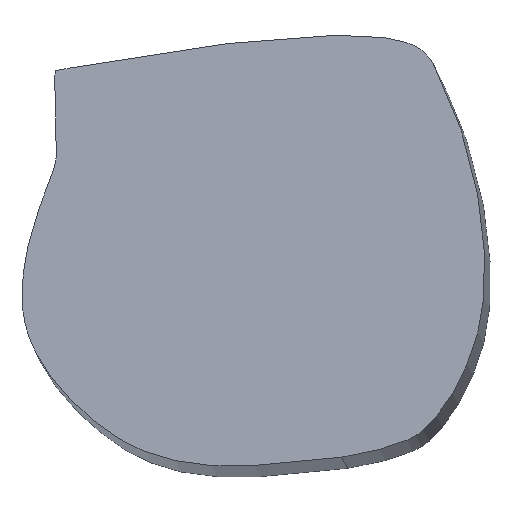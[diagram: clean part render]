
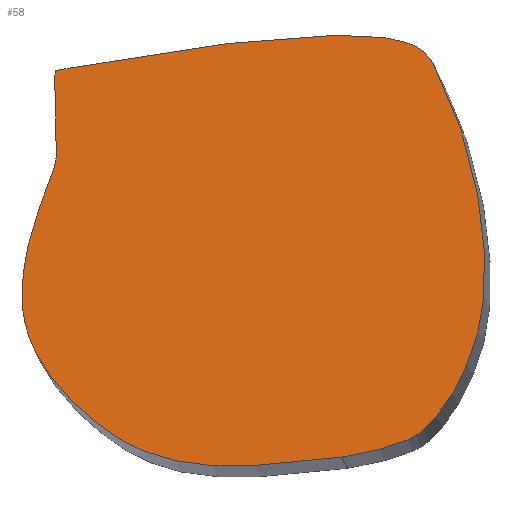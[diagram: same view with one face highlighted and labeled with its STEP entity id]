
A CAD part, left-side view. The second image highlights one B-rep face of the part: STEP entity #58.
In plain terms, the highlighted planar face has unit normal (-0.983, 0.1, 0.153).
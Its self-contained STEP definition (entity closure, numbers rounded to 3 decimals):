
#58=ADVANCED_FACE('',(#77),#78,.T.);
#77=FACE_OUTER_BOUND('',#447,.T.);
#78=PLANE('',#448);
#447=EDGE_LOOP('',(#501,#502));
#448=AXIS2_PLACEMENT_3D('',#503,#504,#505);
#501=ORIENTED_EDGE('',*,*,#515,.F.);
#502=ORIENTED_EDGE('',*,*,#529,.F.);
#503=CARTESIAN_POINT('',(24.579,42.132,-98.589));
#504=DIRECTION('',(-0.983,0.1,0.153));
#505=DIRECTION('',(0.,0.838,-0.546));
#515=EDGE_CURVE('',#536,#532,#538,.T.);
#529=EDGE_CURVE('',#532,#536,#561,.T.);
#532=VERTEX_POINT('',#564);
#536=VERTEX_POINT('',#614);
#538=B_SPLINE_CURVE_WITH_KNOTS('',3,(#617,#618,#619,#620,#621,#622,#623,#624,#625,#626,#627,#628,#629,#630,#631,#632,#633,#634,#635,#636,#637,#638,#639,#640,#641,#642,#643,#644,#645,#646,#647,#648,#649,#650,#651,#652,#653,#654,#655,#656,#657,#658,#659,#660,#661,#662),.UNSPECIFIED.,.F.,.F.,(4,3,3,3,3,3,3,3,3,3,3,3,3,3,3,4),(0.0,6.098,12.196,18.295,24.393,30.491,36.589,42.688,48.786,54.884,60.982,67.08,73.179,79.277,85.375,88.424),.UNSPECIFIED.);
#561=B_SPLINE_CURVE_WITH_KNOTS('',3,(#756,#757,#758,#759,#760,#761,#762,#763,#764,#765,#766,#767,#768,#769,#770,#771,#772,#773,#774,#775,#776,#777,#778,#779,#780,#781,#782,#783,#784,#785,#786,#787,#788,#789,#790,#791,#792,#793,#794,#795,#796,#797,#798,#799,#800,#801),.UNSPECIFIED.,.F.,.F.,(4,3,3,3,3,3,3,3,3,3,3,3,3,3,3,4),(88.424,91.473,97.572,103.67,109.768,115.866,121.964,128.063,134.161,140.259,146.357,152.456,158.554,164.652,170.75,176.848),.UNSPECIFIED.);
#564=CARTESIAN_POINT('',(13.694,3.827,-143.607));
#614=CARTESIAN_POINT('',(22.375,30.537,-105.203));
#617=CARTESIAN_POINT('',(22.375,30.537,-105.203));
#618=CARTESIAN_POINT('',(22.258,28.981,-104.938));
#619=CARTESIAN_POINT('',(22.031,25.889,-104.384));
#620=CARTESIAN_POINT('',(21.783,22.66,-103.873));
#621=CARTESIAN_POINT('',(21.535,19.432,-103.362));
#622=CARTESIAN_POINT('',(21.267,16.066,-102.893));
#623=CARTESIAN_POINT('',(20.988,12.791,-102.553));
#624=CARTESIAN_POINT('',(20.709,9.517,-102.214));
#625=CARTESIAN_POINT('',(20.419,6.334,-102.003));
#626=CARTESIAN_POINT('',(20.174,3.897,-101.986));
#627=CARTESIAN_POINT('',(19.93,1.46,-101.969));
#628=CARTESIAN_POINT('',(19.731,-0.231,-102.146));
#629=CARTESIAN_POINT('',(19.555,-1.524,-102.434));
#630=CARTESIAN_POINT('',(19.379,-2.817,-102.721));
#631=CARTESIAN_POINT('',(19.227,-3.712,-103.12));
#632=CARTESIAN_POINT('',(19.067,-4.356,-103.725));
#633=CARTESIAN_POINT('',(18.908,-5.,-104.329));
#634=CARTESIAN_POINT('',(18.742,-5.391,-105.139));
#635=CARTESIAN_POINT('',(18.454,-6.031,-106.575));
#636=CARTESIAN_POINT('',(18.166,-6.67,-108.011));
#637=CARTESIAN_POINT('',(17.755,-7.557,-110.074));
#638=CARTESIAN_POINT('',(17.325,-8.272,-112.374));
#639=CARTESIAN_POINT('',(16.895,-8.987,-114.675));
#640=CARTESIAN_POINT('',(16.445,-9.53,-117.213));
#641=CARTESIAN_POINT('',(16.045,-9.859,-119.571));
#642=CARTESIAN_POINT('',(15.645,-10.188,-121.929));
#643=CARTESIAN_POINT('',(15.295,-10.302,-124.105));
#644=CARTESIAN_POINT('',(14.999,-10.26,-126.034));
#645=CARTESIAN_POINT('',(14.703,-10.219,-127.963));
#646=CARTESIAN_POINT('',(14.462,-10.021,-129.645));
#647=CARTESIAN_POINT('',(14.235,-9.556,-131.404));
#648=CARTESIAN_POINT('',(14.008,-9.091,-133.163));
#649=CARTESIAN_POINT('',(13.797,-8.36,-135.001));
#650=CARTESIAN_POINT('',(13.64,-7.51,-136.562));
#651=CARTESIAN_POINT('',(13.484,-6.66,-138.123));
#652=CARTESIAN_POINT('',(13.382,-5.693,-139.409));
#653=CARTESIAN_POINT('',(13.329,-4.9,-140.261));
#654=CARTESIAN_POINT('',(13.277,-4.107,-141.114));
#655=CARTESIAN_POINT('',(13.274,-3.489,-141.535));
#656=CARTESIAN_POINT('',(13.307,-2.536,-141.949));
#657=CARTESIAN_POINT('',(13.339,-1.582,-142.364));
#658=CARTESIAN_POINT('',(13.406,-0.293,-142.773));
#659=CARTESIAN_POINT('',(13.509,1.266,-143.123));
#660=CARTESIAN_POINT('',(13.561,2.045,-143.299));
#661=CARTESIAN_POINT('',(13.622,2.892,-143.459));
#662=CARTESIAN_POINT('',(13.694,3.827,-143.607));
#756=CARTESIAN_POINT('',(13.694,3.827,-143.607));
#757=CARTESIAN_POINT('',(13.766,4.763,-143.754));
#758=CARTESIAN_POINT('',(13.849,5.788,-143.888));
#759=CARTESIAN_POINT('',(13.945,6.924,-144.011));
#760=CARTESIAN_POINT('',(14.137,9.197,-144.256));
#761=CARTESIAN_POINT('',(14.382,11.914,-144.454));
#762=CARTESIAN_POINT('',(14.606,14.162,-144.482));
#763=CARTESIAN_POINT('',(14.829,16.411,-144.51));
#764=CARTESIAN_POINT('',(15.032,18.191,-144.368));
#765=CARTESIAN_POINT('',(15.247,19.83,-144.05));
#766=CARTESIAN_POINT('',(15.463,21.469,-143.732));
#767=CARTESIAN_POINT('',(15.692,22.968,-143.239));
#768=CARTESIAN_POINT('',(15.947,24.406,-142.534));
#769=CARTESIAN_POINT('',(16.203,25.844,-141.829));
#770=CARTESIAN_POINT('',(16.485,27.22,-140.912));
#771=CARTESIAN_POINT('',(16.805,28.6,-139.75));
#772=CARTESIAN_POINT('',(17.126,29.979,-138.589));
#773=CARTESIAN_POINT('',(17.485,31.36,-137.182));
#774=CARTESIAN_POINT('',(17.808,32.421,-135.797));
#775=CARTESIAN_POINT('',(18.131,33.482,-134.411));
#776=CARTESIAN_POINT('',(18.418,34.222,-133.046));
#777=CARTESIAN_POINT('',(18.676,34.701,-131.699));
#778=CARTESIAN_POINT('',(18.934,35.181,-130.353));
#779=CARTESIAN_POINT('',(19.163,35.399,-129.025));
#780=CARTESIAN_POINT('',(19.411,35.378,-127.415));
#781=CARTESIAN_POINT('',(19.659,35.357,-125.806));
#782=CARTESIAN_POINT('',(19.927,35.097,-123.915));
#783=CARTESIAN_POINT('',(20.176,34.598,-121.99));
#784=CARTESIAN_POINT('',(20.424,34.098,-120.066));
#785=CARTESIAN_POINT('',(20.654,33.359,-118.108));
#786=CARTESIAN_POINT('',(20.8,32.873,-116.851));
#787=CARTESIAN_POINT('',(20.946,32.388,-115.595));
#788=CARTESIAN_POINT('',(21.009,32.155,-115.041));
#789=CARTESIAN_POINT('',(21.101,32.052,-114.382));
#790=CARTESIAN_POINT('',(21.193,31.949,-113.723));
#791=CARTESIAN_POINT('',(21.314,31.976,-112.96));
#792=CARTESIAN_POINT('',(21.515,32.016,-111.694));
#793=CARTESIAN_POINT('',(21.716,32.055,-110.428));
#794=CARTESIAN_POINT('',(21.997,32.108,-108.658));
#795=CARTESIAN_POINT('',(22.175,32.13,-107.529));
#796=CARTESIAN_POINT('',(22.352,32.151,-106.401));
#797=CARTESIAN_POINT('',(22.427,32.142,-105.913));
#798=CARTESIAN_POINT('',(22.462,32.128,-105.68));
#799=CARTESIAN_POINT('',(22.497,32.113,-105.447));
#800=CARTESIAN_POINT('',(22.491,32.093,-105.469));
#801=CARTESIAN_POINT('',(22.375,30.537,-105.203));
